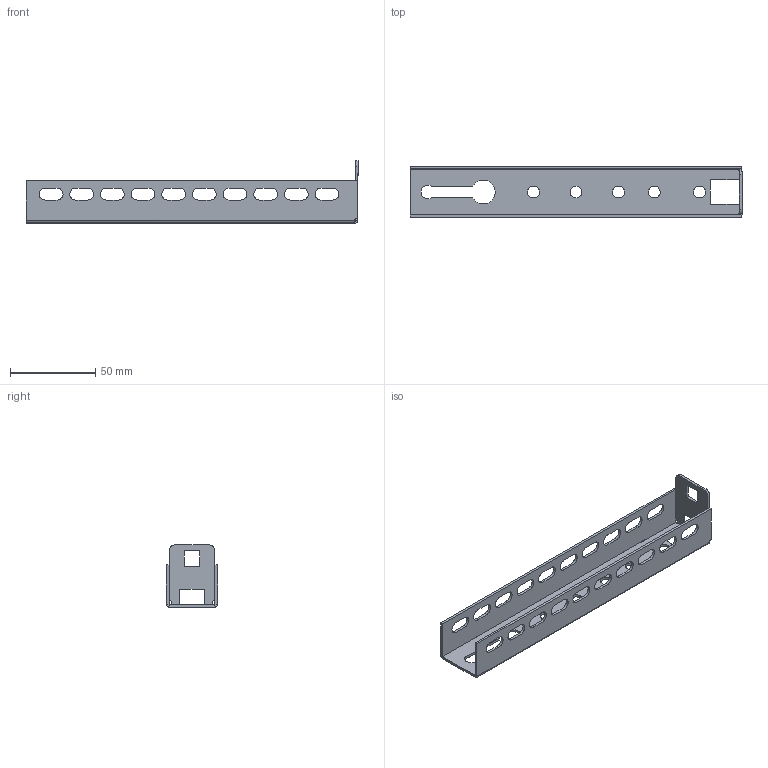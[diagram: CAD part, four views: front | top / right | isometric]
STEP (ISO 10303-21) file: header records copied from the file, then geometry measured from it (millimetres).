
FILE_DESCRIPTION (( 'STEP AP203' ), '1' );
FILE_NAME ('QB09C346.step', '2011-02-18T06:52:56', ( 'User' ), ( 'DKC' ), 'SwSTEP 2.0', 'SolidWorks 2010', '' );
FILE_SCHEMA (( 'CONFIG_CONTROL_DESIGN' ));
Length unit declared in the file: millimetre
Products named in the file (1): QB09C346
Bounding box: 195 x 30 x 36.5 mm (x, y, z)
Volume: 19474.4 mm3; surface area: 28469.4 mm2
Topology: 1 solids, 1 shells, 147 faces, 409 edges, 262 vertices
Faces by surface type: plane 74, cylinder 69, bspline 4
Entity records: 5054 total; most frequent: CARTESIAN_POINT 1031, ORIENTED_EDGE 818, DIRECTION 811, EDGE_CURVE 409, AXIS2_PLACEMENT_3D 274, LINE 263, VECTOR 263, VERTEX_POINT 262
